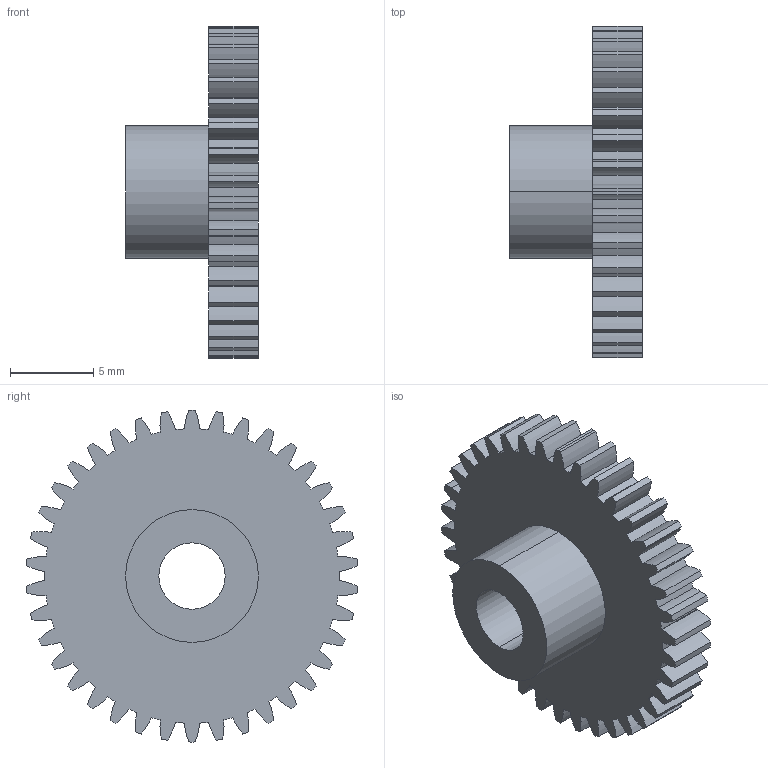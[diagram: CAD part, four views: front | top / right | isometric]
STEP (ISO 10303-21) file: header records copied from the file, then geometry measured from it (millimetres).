
FILE_DESCRIPTION (( 'STEP AP203' ), '1' );
FILE_NAME ('spur gear_din.STEP', '2018-06-11T03:05:49', ( '' ), ( '' ), 'SwSTEP 2.0', 'SolidWorks 2016', '' );
FILE_SCHEMA (( 'CONFIG_CONTROL_DESIGN' ));
Length unit declared in the file: millimetre
Products named in the file (1): spur gear_din
Bounding box: 8 x 19.96 x 20 mm (x, y, z)
Volume: 985.2 mm3; surface area: 1131 mm2
Topology: 1 solids, 1 shells, 164 faces, 483 edges, 322 vertices
Faces by surface type: cylinder 161, plane 3
Entity records: 5750 total; most frequent: DIRECTION 1135, CARTESIAN_POINT 970, ORIENTED_EDGE 966, AXIS2_PLACEMENT_3D 487, EDGE_CURVE 483, VERTEX_POINT 322, CIRCLE 322, EDGE_LOOP 167
